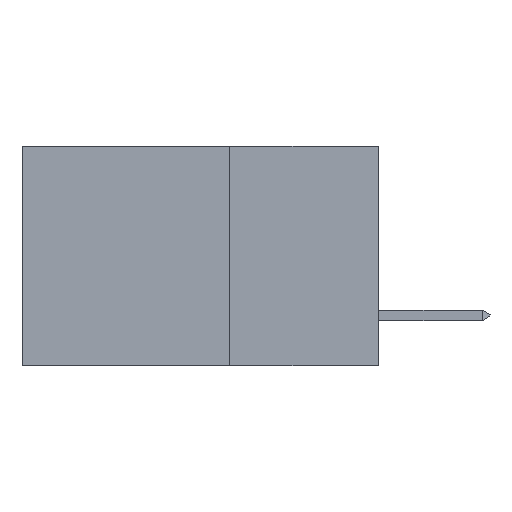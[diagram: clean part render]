
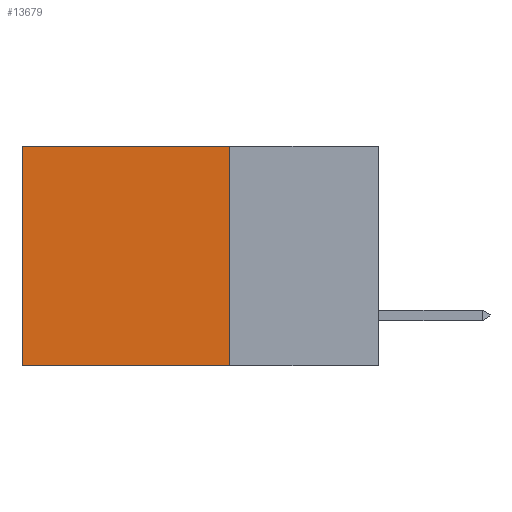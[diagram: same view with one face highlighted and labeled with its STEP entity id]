
A CAD part, left-side view. The second image highlights one B-rep face of the part: STEP entity #13679.
In plain terms, the highlighted planar face has unit normal (-1, 0, 0).
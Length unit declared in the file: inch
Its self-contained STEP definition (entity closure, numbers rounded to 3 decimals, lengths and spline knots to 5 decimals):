
#1336 = DIRECTION ( 'NONE',  ( 0., 0., -1. ) ) ;
#1913 = DIRECTION ( 'NONE',  ( 0., 0., -1. ) ) ;
#3008 = ORIENTED_EDGE ( 'NONE', *, *, #5996, .T. ) ;
#3210 = LINE ( 'NONE', #5071, #8633 ) ;
#3664 = LINE ( 'NONE', #15738, #3857 ) ;
#3857 = VECTOR ( 'NONE', #1913, 39.37008 ) ;
#4191 = VERTEX_POINT ( 'NONE', #7316 ) ;
#4859 = DIRECTION ( 'NONE',  ( 1., 0., 0. ) ) ;
#4970 = DIRECTION ( 'NONE',  ( 0., 0., -1. ) ) ;
#5071 = CARTESIAN_POINT ( 'NONE',  ( 0.298, 0.6, 0. ) ) ;
#5093 = ORIENTED_EDGE ( 'NONE', *, *, #12274, .F. ) ;
#5379 = EDGE_LOOP ( 'NONE', ( #3008, #14307, #5093, #14993 ) ) ;
#5838 = CARTESIAN_POINT ( 'NONE',  ( 0.298, 0.25, 0. ) ) ;
#5996 = EDGE_CURVE ( 'NONE', #11196, #4191, #3210, .T. ) ;
#5998 = FACE_OUTER_BOUND ( 'NONE', #5379, .T. ) ;
#6034 = PLANE ( 'NONE',  #10378 ) ;
#7178 = DIRECTION ( 'NONE',  ( 0., 1., 0. ) ) ;
#7316 = CARTESIAN_POINT ( 'NONE',  ( 0.298, 0.6, -0.37 ) ) ;
#8339 = CARTESIAN_POINT ( 'NONE',  ( 0.298, 0.25, 0. ) ) ;
#8633 = VECTOR ( 'NONE', #1336, 39.37008 ) ;
#9600 = VERTEX_POINT ( 'NONE', #10077 ) ;
#9601 = DIRECTION ( 'NONE',  ( 0., 1., 0. ) ) ;
#9802 = CARTESIAN_POINT ( 'NONE',  ( 0.298, 0.25, -0.37 ) ) ;
#9937 = CARTESIAN_POINT ( 'NONE',  ( 0.298, 0.6, 0. ) ) ;
#10077 = CARTESIAN_POINT ( 'NONE',  ( 0.298, 0.25, 0. ) ) ;
#10378 = AXIS2_PLACEMENT_3D ( 'NONE', #8339, #4859, #4970 ) ;
#10734 = LINE ( 'NONE', #9802, #14546 ) ;
#11196 = VERTEX_POINT ( 'NONE', #9937 ) ;
#12274 = EDGE_CURVE ( 'NONE', #9600, #15005, #3664, .T. ) ;
#13042 = CARTESIAN_POINT ( 'NONE',  ( 0.298, 0.25, -0.37 ) ) ;
#13679 = ADVANCED_FACE ( 'NONE', ( #5998 ), #6034, .F. ) ;
#14307 = ORIENTED_EDGE ( 'NONE', *, *, #14597, .F. ) ;
#14546 = VECTOR ( 'NONE', #7178, 39.37008 ) ;
#14597 = EDGE_CURVE ( 'NONE', #15005, #4191, #10734, .T. ) ;
#14993 = ORIENTED_EDGE ( 'NONE', *, *, #16025, .T. ) ;
#15005 = VERTEX_POINT ( 'NONE', #13042 ) ;
#15738 = CARTESIAN_POINT ( 'NONE',  ( 0.298, 0.25, 0. ) ) ;
#16025 = EDGE_CURVE ( 'NONE', #9600, #11196, #16512, .T. ) ;
#16131 = VECTOR ( 'NONE', #9601, 39.37008 ) ;
#16512 = LINE ( 'NONE', #5838, #16131 ) ;
